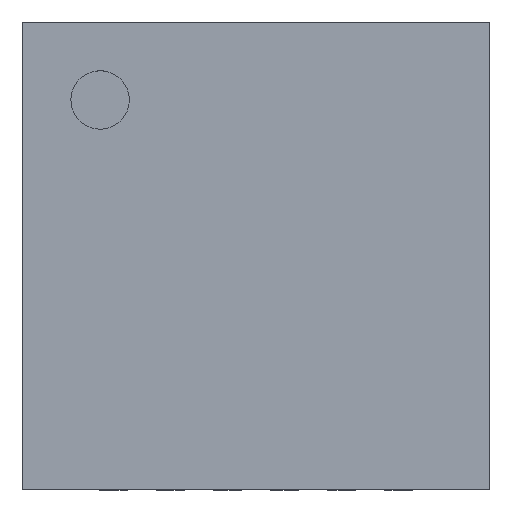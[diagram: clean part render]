
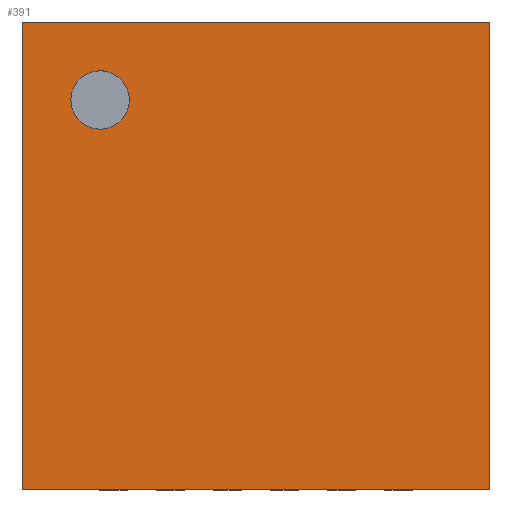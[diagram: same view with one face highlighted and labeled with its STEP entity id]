
A CAD part, top view. The second image highlights one B-rep face of the part: STEP entity #391.
In plain terms, the highlighted planar face has unit normal (0, 0, 1).
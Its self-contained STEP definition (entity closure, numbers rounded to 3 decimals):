
#202 = VERTEX_POINT('',#203);
#203 = CARTESIAN_POINT('',(0.,0.,1.));
#210 = PLANE('',#211);
#211 = AXIS2_PLACEMENT_3D('',#212,#213,#214);
#212 = CARTESIAN_POINT('',(0.,0.,0.));
#213 = DIRECTION('',(1.,0.,-0.));
#214 = DIRECTION('',(0.,0.,1.));
#222 = PLANE('',#223);
#223 = AXIS2_PLACEMENT_3D('',#224,#225,#226);
#224 = CARTESIAN_POINT('',(0.,0.,0.));
#225 = DIRECTION('',(-0.,1.,0.));
#226 = DIRECTION('',(0.,0.,1.));
#263 = VERTEX_POINT('',#264);
#264 = CARTESIAN_POINT('',(0.,4.1,1.));
#278 = PLANE('',#279);
#279 = AXIS2_PLACEMENT_3D('',#280,#281,#282);
#280 = CARTESIAN_POINT('',(0.,4.1,0.));
#281 = DIRECTION('',(-0.,1.,0.));
#282 = DIRECTION('',(0.,0.,1.));
#290 = EDGE_CURVE('',#202,#263,#291,.T.);
#291 = SURFACE_CURVE('',#292,(#296,#303),.PCURVE_S1.);
#292 = LINE('',#293,#294);
#293 = CARTESIAN_POINT('',(0.,0.,1.));
#294 = VECTOR('',#295,1.);
#295 = DIRECTION('',(-0.,1.,0.));
#296 = PCURVE('',#210,#297);
#297 = DEFINITIONAL_REPRESENTATION('',(#298),#302);
#298 = LINE('',#299,#300);
#299 = CARTESIAN_POINT('',(1.,0.));
#300 = VECTOR('',#301,1.);
#301 = DIRECTION('',(0.,-1.));
#302 = ( GEOMETRIC_REPRESENTATION_CONTEXT(2) 
PARAMETRIC_REPRESENTATION_CONTEXT() REPRESENTATION_CONTEXT('2D SPACE',''
  ) );
#303 = PCURVE('',#304,#309);
#304 = PLANE('',#305);
#305 = AXIS2_PLACEMENT_3D('',#306,#307,#308);
#306 = CARTESIAN_POINT('',(0.,0.,1.));
#307 = DIRECTION('',(0.,0.,1.));
#308 = DIRECTION('',(1.,0.,-0.));
#309 = DEFINITIONAL_REPRESENTATION('',(#310),#314);
#310 = LINE('',#311,#312);
#311 = CARTESIAN_POINT('',(0.,0.));
#312 = VECTOR('',#313,1.);
#313 = DIRECTION('',(0.,1.));
#314 = ( GEOMETRIC_REPRESENTATION_CONTEXT(2) 
PARAMETRIC_REPRESENTATION_CONTEXT() REPRESENTATION_CONTEXT('2D SPACE',''
  ) );
#343 = EDGE_CURVE('',#202,#344,#346,.T.);
#344 = VERTEX_POINT('',#345);
#345 = CARTESIAN_POINT('',(4.1,0.,1.));
#346 = SURFACE_CURVE('',#347,(#351,#358),.PCURVE_S1.);
#347 = LINE('',#348,#349);
#348 = CARTESIAN_POINT('',(0.,0.,1.));
#349 = VECTOR('',#350,1.);
#350 = DIRECTION('',(1.,0.,-0.));
#351 = PCURVE('',#222,#352);
#352 = DEFINITIONAL_REPRESENTATION('',(#353),#357);
#353 = LINE('',#354,#355);
#354 = CARTESIAN_POINT('',(1.,0.));
#355 = VECTOR('',#356,1.);
#356 = DIRECTION('',(0.,1.));
#357 = ( GEOMETRIC_REPRESENTATION_CONTEXT(2) 
PARAMETRIC_REPRESENTATION_CONTEXT() REPRESENTATION_CONTEXT('2D SPACE',''
  ) );
#358 = PCURVE('',#304,#359);
#359 = DEFINITIONAL_REPRESENTATION('',(#360),#364);
#360 = LINE('',#361,#362);
#361 = CARTESIAN_POINT('',(0.,0.));
#362 = VECTOR('',#363,1.);
#363 = DIRECTION('',(1.,0.));
#364 = ( GEOMETRIC_REPRESENTATION_CONTEXT(2) 
PARAMETRIC_REPRESENTATION_CONTEXT() REPRESENTATION_CONTEXT('2D SPACE',''
  ) );
#380 = PLANE('',#381);
#381 = AXIS2_PLACEMENT_3D('',#382,#383,#384);
#382 = CARTESIAN_POINT('',(4.1,0.,0.));
#383 = DIRECTION('',(1.,0.,-0.));
#384 = DIRECTION('',(0.,0.,1.));
#391 = ADVANCED_FACE('',(#392,#440),#304,.T.);
#392 = FACE_BOUND('',#393,.T.);
#393 = EDGE_LOOP('',(#394,#395,#396,#419));
#394 = ORIENTED_EDGE('',*,*,#290,.F.);
#395 = ORIENTED_EDGE('',*,*,#343,.T.);
#396 = ORIENTED_EDGE('',*,*,#397,.T.);
#397 = EDGE_CURVE('',#344,#398,#400,.T.);
#398 = VERTEX_POINT('',#399);
#399 = CARTESIAN_POINT('',(4.1,4.1,1.));
#400 = SURFACE_CURVE('',#401,(#405,#412),.PCURVE_S1.);
#401 = LINE('',#402,#403);
#402 = CARTESIAN_POINT('',(4.1,0.,1.));
#403 = VECTOR('',#404,1.);
#404 = DIRECTION('',(-0.,1.,0.));
#405 = PCURVE('',#304,#406);
#406 = DEFINITIONAL_REPRESENTATION('',(#407),#411);
#407 = LINE('',#408,#409);
#408 = CARTESIAN_POINT('',(4.1,0.));
#409 = VECTOR('',#410,1.);
#410 = DIRECTION('',(0.,1.));
#411 = ( GEOMETRIC_REPRESENTATION_CONTEXT(2) 
PARAMETRIC_REPRESENTATION_CONTEXT() REPRESENTATION_CONTEXT('2D SPACE',''
  ) );
#412 = PCURVE('',#380,#413);
#413 = DEFINITIONAL_REPRESENTATION('',(#414),#418);
#414 = LINE('',#415,#416);
#415 = CARTESIAN_POINT('',(1.,0.));
#416 = VECTOR('',#417,1.);
#417 = DIRECTION('',(0.,-1.));
#418 = ( GEOMETRIC_REPRESENTATION_CONTEXT(2) 
PARAMETRIC_REPRESENTATION_CONTEXT() REPRESENTATION_CONTEXT('2D SPACE',''
  ) );
#419 = ORIENTED_EDGE('',*,*,#420,.F.);
#420 = EDGE_CURVE('',#263,#398,#421,.T.);
#421 = SURFACE_CURVE('',#422,(#426,#433),.PCURVE_S1.);
#422 = LINE('',#423,#424);
#423 = CARTESIAN_POINT('',(0.,4.1,1.));
#424 = VECTOR('',#425,1.);
#425 = DIRECTION('',(1.,0.,-0.));
#426 = PCURVE('',#304,#427);
#427 = DEFINITIONAL_REPRESENTATION('',(#428),#432);
#428 = LINE('',#429,#430);
#429 = CARTESIAN_POINT('',(0.,4.1));
#430 = VECTOR('',#431,1.);
#431 = DIRECTION('',(1.,0.));
#432 = ( GEOMETRIC_REPRESENTATION_CONTEXT(2) 
PARAMETRIC_REPRESENTATION_CONTEXT() REPRESENTATION_CONTEXT('2D SPACE',''
  ) );
#433 = PCURVE('',#278,#434);
#434 = DEFINITIONAL_REPRESENTATION('',(#435),#439);
#435 = LINE('',#436,#437);
#436 = CARTESIAN_POINT('',(1.,0.));
#437 = VECTOR('',#438,1.);
#438 = DIRECTION('',(0.,1.));
#439 = ( GEOMETRIC_REPRESENTATION_CONTEXT(2) 
PARAMETRIC_REPRESENTATION_CONTEXT() REPRESENTATION_CONTEXT('2D SPACE',''
  ) );
#440 = FACE_BOUND('',#441,.T.);
#441 = EDGE_LOOP('',(#442));
#442 = ORIENTED_EDGE('',*,*,#443,.F.);
#443 = EDGE_CURVE('',#444,#444,#446,.T.);
#444 = VERTEX_POINT('',#445);
#445 = CARTESIAN_POINT('',(0.94,3.417,1.));
#446 = SURFACE_CURVE('',#447,(#452,#459),.PCURVE_S1.);
#447 = CIRCLE('',#448,0.256);
#448 = AXIS2_PLACEMENT_3D('',#449,#450,#451);
#449 = CARTESIAN_POINT('',(0.683,3.417,1.));
#450 = DIRECTION('',(0.,0.,1.));
#451 = DIRECTION('',(1.,0.,-0.));
#452 = PCURVE('',#304,#453);
#453 = DEFINITIONAL_REPRESENTATION('',(#454),#458);
#454 = CIRCLE('',#455,0.256);
#455 = AXIS2_PLACEMENT_2D('',#456,#457);
#456 = CARTESIAN_POINT('',(0.683,3.417));
#457 = DIRECTION('',(1.,0.));
#458 = ( GEOMETRIC_REPRESENTATION_CONTEXT(2) 
PARAMETRIC_REPRESENTATION_CONTEXT() REPRESENTATION_CONTEXT('2D SPACE',''
  ) );
#459 = PCURVE('',#460,#465);
#460 = CYLINDRICAL_SURFACE('',#461,0.256);
#461 = AXIS2_PLACEMENT_3D('',#462,#463,#464);
#462 = CARTESIAN_POINT('',(0.683,3.417,0.9));
#463 = DIRECTION('',(0.,0.,1.));
#464 = DIRECTION('',(1.,0.,-0.));
#465 = DEFINITIONAL_REPRESENTATION('',(#466),#470);
#466 = LINE('',#467,#468);
#467 = CARTESIAN_POINT('',(0.,0.1));
#468 = VECTOR('',#469,1.);
#469 = DIRECTION('',(1.,0.));
#470 = ( GEOMETRIC_REPRESENTATION_CONTEXT(2) 
PARAMETRIC_REPRESENTATION_CONTEXT() REPRESENTATION_CONTEXT('2D SPACE',''
  ) );
